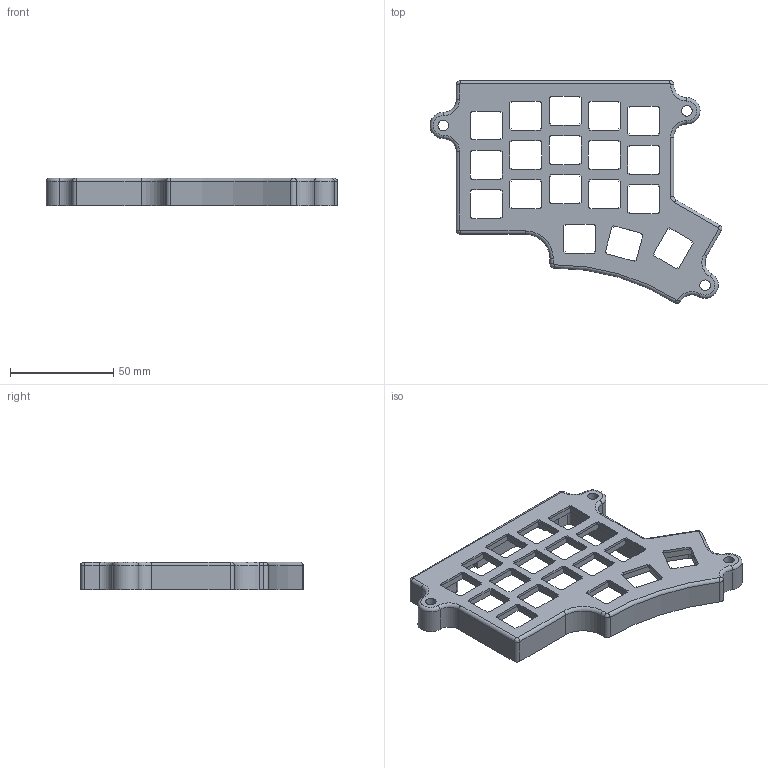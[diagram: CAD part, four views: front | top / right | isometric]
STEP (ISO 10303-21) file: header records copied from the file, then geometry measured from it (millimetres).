
FILE_DESCRIPTION(/* description */ (''),/* implementation_level */ '2;1');
FILE_NAME(/* name */ '370d333c-ed0a-42e6-a873-ec5fc4378502.stp',/* time_stamp */ '2017-08-09T11:12:12-07:00',/* author */ (''),/* organization */ (''),/* preprocessor_version */ 'ST-DEVELOPER v16.13',/* originating_system */ 'Autodesk Translation Framework v6.1.1.50',/* authorisation */ '');
FILE_SCHEMA (('AUTOMOTIVE_DESIGN { 1 0 10303 214 3 1 1 }'));
Length unit declared in the file: inch
Products named in the file (1): 3D Printed Case
Bounding box: 141.26 x 107.9 x 13.27 mm (x, y, z)
Volume: 47062.3 mm3; surface area: 28469.8 mm2
Topology: 1 solids, 1 shells, 419 faces, 1147 edges, 756 vertices
Faces by surface type: plane 348, cylinder 53, torus 12, bspline 6
Full cylindrical faces by diameter (mm): 1.397 x8, 5.105 x3
Entity records: 13198 total; most frequent: CARTESIAN_POINT 2390, ORIENTED_EDGE 2272, DIRECTION 2096, EDGE_CURVE 1136, LINE 1002, VECTOR 1002, VERTEX_POINT 756, AXIS2_PLACEMENT_3D 547
